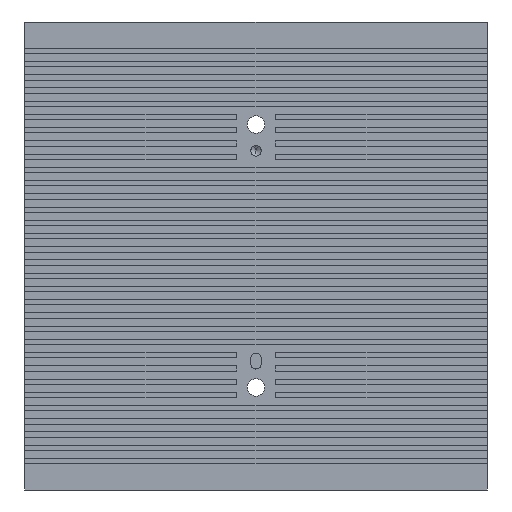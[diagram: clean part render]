
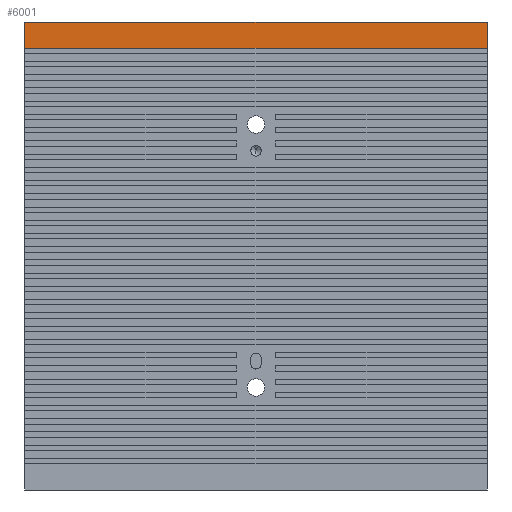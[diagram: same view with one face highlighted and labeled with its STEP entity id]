
A CAD part, front view. The second image highlights one B-rep face of the part: STEP entity #6001.
In plain terms, the highlighted planar face has unit normal (0, -1, 0).
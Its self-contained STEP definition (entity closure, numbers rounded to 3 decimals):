
#91 = EDGE_CURVE ( 'NONE', #626, #328, #5730, .T. ) ;
#328 = VERTEX_POINT ( 'NONE', #1985 ) ;
#385 = CARTESIAN_POINT ( 'NONE',  ( 72.252, 0., 528.725 ) ) ;
#498 = CARTESIAN_POINT ( 'NONE',  ( 1122.053, 0., 45.053 ) ) ;
#521 = DIRECTION ( 'NONE',  ( -1., 0., 0. ) ) ;
#626 = VERTEX_POINT ( 'NONE', #2403 ) ;
#1617 = VECTOR ( 'NONE', #1767, 1000. ) ;
#1653 = VERTEX_POINT ( 'NONE', #6583 ) ;
#1767 = DIRECTION ( 'NONE',  ( -1., 0., 0. ) ) ;
#1985 = CARTESIAN_POINT ( 'NONE',  ( -103.748, 0., 528.725 ) ) ;
#2403 = CARTESIAN_POINT ( 'NONE',  ( 72.252, 0., 528.725 ) ) ;
#2430 = ORIENTED_EDGE ( 'NONE', *, *, #5779, .T. ) ;
#2546 = DIRECTION ( 'NONE',  ( 0., 0., 1. ) ) ;
#2556 = LINE ( 'NONE', #4880, #1617 ) ;
#2671 = VECTOR ( 'NONE', #521, 1000. ) ;
#2816 = DIRECTION ( 'NONE',  ( 0., 1., 0. ) ) ;
#2861 = LINE ( 'NONE', #4650, #4817 ) ;
#2945 = EDGE_LOOP ( 'NONE', ( #2430, #6114, #4702, #7535 ) ) ;
#3152 = EDGE_CURVE ( 'NONE', #1653, #4735, #2556, .T. ) ;
#3389 = FACE_OUTER_BOUND ( 'NONE', #2945, .T. ) ;
#3716 = EDGE_CURVE ( 'NONE', #1653, #626, #6086, .T. ) ;
#4650 = CARTESIAN_POINT ( 'NONE',  ( -103.748, 0., 528.725 ) ) ;
#4690 = DIRECTION ( 'NONE',  ( 0., 0., -1. ) ) ;
#4702 = ORIENTED_EDGE ( 'NONE', *, *, #3716, .T. ) ;
#4735 = VERTEX_POINT ( 'NONE', #6841 ) ;
#4817 = VECTOR ( 'NONE', #4690, 1000. ) ;
#4880 = CARTESIAN_POINT ( 'NONE',  ( 72.252, 0., 518.725 ) ) ;
#5230 = CARTESIAN_POINT ( 'NONE',  ( 72.252, 0., 528.725 ) ) ;
#5704 = PLANE ( 'NONE',  #6281 ) ;
#5730 = LINE ( 'NONE', #5230, #2671 ) ;
#5779 = EDGE_CURVE ( 'NONE', #328, #4735, #2861, .T. ) ;
#5781 = DIRECTION ( 'NONE',  ( 0., 0., 1. ) ) ;
#6001 = ADVANCED_FACE ( 'NONE', ( #3389 ), #5704, .F. ) ;
#6086 = LINE ( 'NONE', #385, #6864 ) ;
#6114 = ORIENTED_EDGE ( 'NONE', *, *, #3152, .F. ) ;
#6281 = AXIS2_PLACEMENT_3D ( 'NONE', #498, #2816, #5781 ) ;
#6583 = CARTESIAN_POINT ( 'NONE',  ( 72.252, 0., 518.725 ) ) ;
#6841 = CARTESIAN_POINT ( 'NONE',  ( -103.748, 0., 518.725 ) ) ;
#6864 = VECTOR ( 'NONE', #2546, 1000. ) ;
#7535 = ORIENTED_EDGE ( 'NONE', *, *, #91, .T. ) ;
